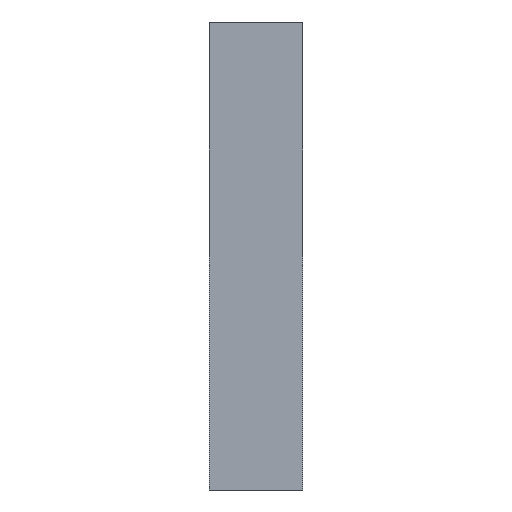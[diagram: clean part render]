
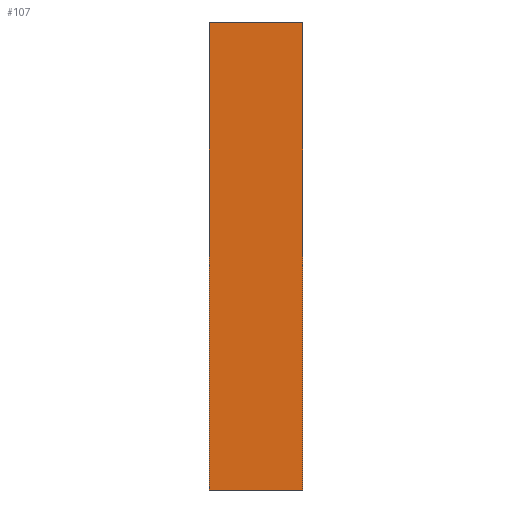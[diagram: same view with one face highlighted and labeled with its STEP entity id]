
A CAD part, front view. The second image highlights one B-rep face of the part: STEP entity #107.
In plain terms, the highlighted planar face has unit normal (0, -1, 0).
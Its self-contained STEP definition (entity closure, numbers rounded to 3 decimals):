
#107=ADVANCED_FACE('',(#194),#196,.T.);
#194=FACE_BOUND('',#195,.T.);
#195=EDGE_LOOP('',(#239,#240,#241,#242));
#196=PLANE('',#197);
#197=AXIS2_PLACEMENT_3D('',#198,#199,#200);
#198=CARTESIAN_POINT('',(0.,-20.204,10.));
#199=DIRECTION('',(0.,-1.,0.));
#200=DIRECTION('',(0.,0.,-1.));
#239=ORIENTED_EDGE('',*,*,#252,.T.);
#240=ORIENTED_EDGE('',*,*,#266,.T.);
#241=ORIENTED_EDGE('',*,*,#260,.F.);
#242=ORIENTED_EDGE('',*,*,#267,.F.);
#252=EDGE_CURVE('',#272,#269,#273,.T.);
#260=EDGE_CURVE('',#286,#288,#289,.T.);
#266=EDGE_CURVE('',#269,#288,#298,.T.);
#267=EDGE_CURVE('',#272,#286,#299,.T.);
#269=VERTEX_POINT('',#301);
#272=VERTEX_POINT('',#306);
#273=LINE('',#307,#308);
#286=VERTEX_POINT('',#339);
#288=VERTEX_POINT('',#343);
#289=LINE('',#344,#345);
#298=LINE('',#368,#369);
#299=LINE('',#371,#372);
#301=CARTESIAN_POINT('',(0.,-20.204,-10.));
#306=CARTESIAN_POINT('',(0.,-20.204,10.));
#307=CARTESIAN_POINT('',(0.,-20.204,10.));
#308=VECTOR('',#309,1.);
#309=DIRECTION('',(0.,0.,-1.));
#339=CARTESIAN_POINT('',(4.,-20.204,10.));
#343=CARTESIAN_POINT('',(4.,-20.204,-10.));
#344=CARTESIAN_POINT('',(4.,-20.204,10.));
#345=VECTOR('',#346,1.);
#346=DIRECTION('',(0.,0.,-1.));
#368=CARTESIAN_POINT('',(0.,-20.204,-10.));
#369=VECTOR('',#370,1.);
#370=DIRECTION('',(1.,0.,0.));
#371=CARTESIAN_POINT('',(0.,-20.204,10.));
#372=VECTOR('',#373,1.);
#373=DIRECTION('',(1.,0.,0.));
